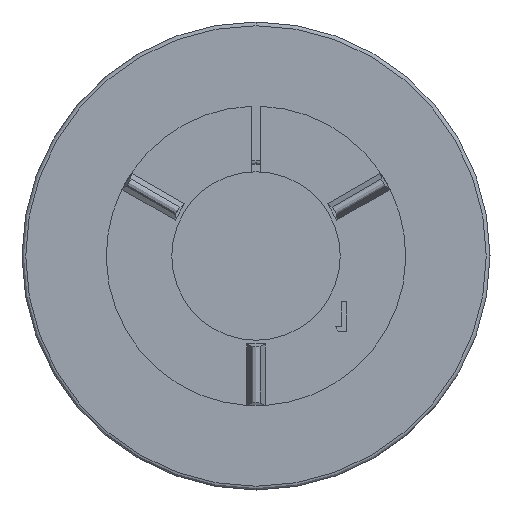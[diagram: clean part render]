
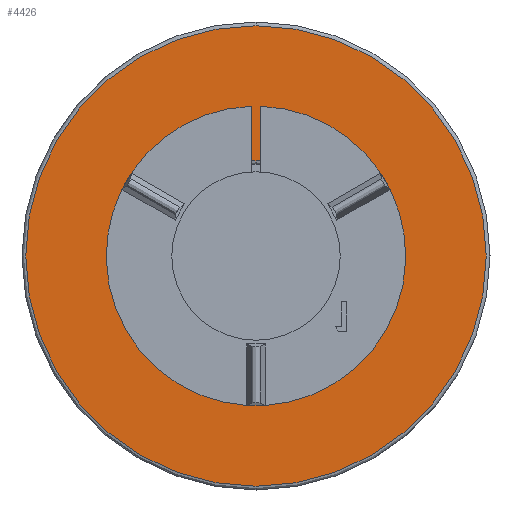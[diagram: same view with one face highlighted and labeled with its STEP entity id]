
A CAD part, front view. The second image highlights one B-rep face of the part: STEP entity #4426.
In plain terms, the highlighted planar face has unit normal (0, -1, 0).
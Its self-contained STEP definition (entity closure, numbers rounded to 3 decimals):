
#1 = CARTESIAN_POINT ( 'NONE',  ( 0., -47.9, 0. ) ) ;
#282 = CARTESIAN_POINT ( 'NONE',  ( 0., -47.9, 0. ) ) ;
#1290 = PLANE ( 'NONE',  #12508 ) ;
#1697 = AXIS2_PLACEMENT_3D ( 'NONE', #13028, #6556, #5530 ) ;
#1977 = CARTESIAN_POINT ( 'NONE',  ( 0., -47.9, 5.1 ) ) ;
#2987 = CIRCLE ( 'NONE', #14331, 12.3 ) ;
#3006 = CARTESIAN_POINT ( 'NONE',  ( 0., -47.9, 12.3 ) ) ;
#3102 = DIRECTION ( 'NONE',  ( 0., 0., 1. ) ) ;
#3928 = CARTESIAN_POINT ( 'NONE',  ( 4.9, -47.9, 0. ) ) ;
#4205 = CARTESIAN_POINT ( 'NONE',  ( 0., -47.9, -12.3 ) ) ;
#4281 = EDGE_LOOP ( 'NONE', ( #15638, #7208 ) ) ;
#4426 = ADVANCED_FACE ( 'NONE', ( #6305, #15734 ), #1290, .F. ) ;
#4758 = EDGE_CURVE ( 'NONE', #14946, #11311, #9276, .T. ) ;
#5063 = EDGE_CURVE ( 'NONE', #11311, #14946, #16360, .T. ) ;
#5530 = DIRECTION ( 'NONE',  ( 0., 0., 1. ) ) ;
#6305 = FACE_BOUND ( 'NONE', #4281, .T. ) ;
#6515 = CARTESIAN_POINT ( 'NONE',  ( 0., -47.9, 0. ) ) ;
#6539 = EDGE_LOOP ( 'NONE', ( #8859, #11097 ) ) ;
#6556 = DIRECTION ( 'NONE',  ( 0., 1., 0. ) ) ;
#6676 = DIRECTION ( 'NONE',  ( 0., 0., 1. ) ) ;
#7208 = ORIENTED_EDGE ( 'NONE', *, *, #4758, .T. ) ;
#7209 = EDGE_CURVE ( 'NONE', #7504, #16249, #2987, .T. ) ;
#7504 = VERTEX_POINT ( 'NONE', #3006 ) ;
#7749 = AXIS2_PLACEMENT_3D ( 'NONE', #6515, #11685, #6676 ) ;
#8011 = CIRCLE ( 'NONE', #7749, 12.3 ) ;
#8859 = ORIENTED_EDGE ( 'NONE', *, *, #7209, .T. ) ;
#9100 = DIRECTION ( 'NONE',  ( 0., 1., 0. ) ) ;
#9276 = CIRCLE ( 'NONE', #14713, 5.1 ) ;
#10350 = DIRECTION ( 'NONE',  ( 0., 1., 0. ) ) ;
#10628 = EDGE_CURVE ( 'NONE', #16249, #7504, #8011, .T. ) ;
#11097 = ORIENTED_EDGE ( 'NONE', *, *, #10628, .T. ) ;
#11311 = VERTEX_POINT ( 'NONE', #1977 ) ;
#11685 = DIRECTION ( 'NONE',  ( 0., -1., 0. ) ) ;
#11688 = DIRECTION ( 'NONE',  ( 0., 0., 1. ) ) ;
#12508 = AXIS2_PLACEMENT_3D ( 'NONE', #3928, #9100, #14266 ) ;
#13028 = CARTESIAN_POINT ( 'NONE',  ( 0., -47.9, 0. ) ) ;
#14266 = DIRECTION ( 'NONE',  ( 0., 0., 1. ) ) ;
#14331 = AXIS2_PLACEMENT_3D ( 'NONE', #282, #14718, #3102 ) ;
#14627 = CARTESIAN_POINT ( 'NONE',  ( 0., -47.9, -5.1 ) ) ;
#14713 = AXIS2_PLACEMENT_3D ( 'NONE', #1, #10350, #11688 ) ;
#14718 = DIRECTION ( 'NONE',  ( 0., -1., 0. ) ) ;
#14946 = VERTEX_POINT ( 'NONE', #14627 ) ;
#15638 = ORIENTED_EDGE ( 'NONE', *, *, #5063, .T. ) ;
#15734 = FACE_OUTER_BOUND ( 'NONE', #6539, .T. ) ;
#16249 = VERTEX_POINT ( 'NONE', #4205 ) ;
#16360 = CIRCLE ( 'NONE', #1697, 5.1 ) ;
